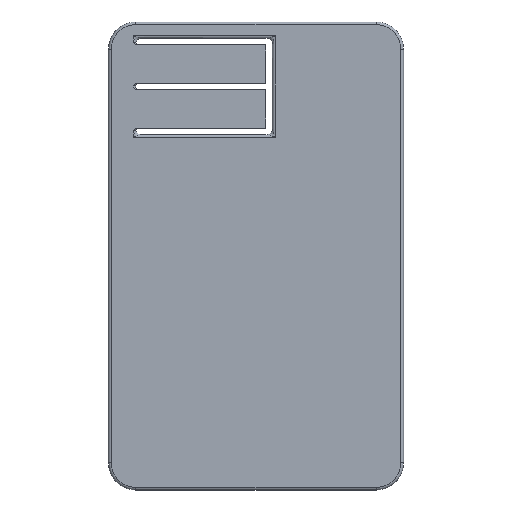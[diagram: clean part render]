
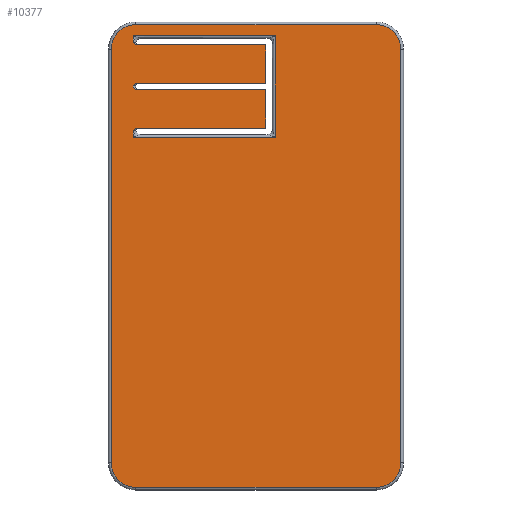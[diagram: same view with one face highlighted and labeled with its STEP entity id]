
A CAD part, front view. The second image highlights one B-rep face of the part: STEP entity #10377.
In plain terms, the highlighted planar face has unit normal (0, -1, 0).
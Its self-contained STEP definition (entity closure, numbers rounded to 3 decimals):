
#353=CIRCLE('',#11215,4.51);
#354=CIRCLE('',#11216,4.51);
#355=CIRCLE('',#11217,4.51);
#356=CIRCLE('',#11218,4.51);
#859=LINE('',#16778,#1633);
#860=LINE('',#16783,#1634);
#861=LINE('',#16859,#1635);
#862=LINE('',#16914,#1636);
#868=LINE('',#17070,#1642);
#869=LINE('',#17091,#1643);
#874=LINE('',#17104,#1648);
#875=LINE('',#17107,#1649);
#878=LINE('',#17112,#1652);
#879=LINE('',#17114,#1653);
#880=LINE('',#17121,#1654);
#881=LINE('',#17125,#1655);
#882=LINE('',#17129,#1656);
#883=LINE('',#17132,#1657);
#884=LINE('',#17133,#1658);
#885=LINE('',#17134,#1659);
#1633=VECTOR('',#12658,10.);
#1634=VECTOR('',#12665,10.);
#1635=VECTOR('',#12676,10.);
#1636=VECTOR('',#12685,10.);
#1642=VECTOR('',#12723,10.);
#1643=VECTOR('',#12732,10.);
#1648=VECTOR('',#12743,10.);
#1649=VECTOR('',#12746,10.);
#1652=VECTOR('',#12751,10.);
#1653=VECTOR('',#12754,10.);
#1654=VECTOR('',#12761,10.);
#1655=VECTOR('',#12764,10.);
#1656=VECTOR('',#12767,10.);
#1657=VECTOR('',#12770,10.);
#1658=VECTOR('',#12771,10.);
#1659=VECTOR('',#12772,10.);
#2323=FACE_BOUND('',#3285,.T.);
#2623=FACE_OUTER_BOUND('',#3284,.T.);
#3284=EDGE_LOOP('',(#8333,#8334,#8335,#8336,#8337,#8338,#8339,#8340));
#3285=EDGE_LOOP('',(#8341,#8342,#8343,#8344,#8345,#8346,#8347,#8348,#8349,
#8350,#8351,#8352,#8353,#8354,#8355,#8356));
#3877=B_SPLINE_CURVE_WITH_KNOTS('',3,(#16999,#17000,#17001,#17002,#17003,
#17004),.UNSPECIFIED.,.F.,.F.,(4,2,4),(0.253,0.291,
0.35),.UNSPECIFIED.);
#3882=B_SPLINE_CURVE_WITH_KNOTS('',3,(#17047,#17048,#17049,#17050,#17051,
#17052),.UNSPECIFIED.,.F.,.F.,(4,2,4),(0.,0.059,0.097),
 .UNSPECIFIED.);
#3883=B_SPLINE_CURVE_WITH_KNOTS('',3,(#17058,#17059,#17060,#17061,#17062,
#17063),.UNSPECIFIED.,.F.,.F.,(4,2,4),(0.253,0.291,
0.35),.UNSPECIFIED.);
#3884=B_SPLINE_CURVE_WITH_KNOTS('',3,(#17075,#17076,#17077,#17078,#17079,
#17080),.UNSPECIFIED.,.F.,.F.,(4,2,4),(0.,0.059,0.097),
 .UNSPECIFIED.);
#4751=VERTEX_POINT('',#16772);
#4752=VERTEX_POINT('',#16777);
#4753=VERTEX_POINT('',#16781);
#4756=VERTEX_POINT('',#16853);
#4757=VERTEX_POINT('',#16857);
#4761=VERTEX_POINT('',#16997);
#4768=VERTEX_POINT('',#17044);
#4769=VERTEX_POINT('',#17046);
#4770=VERTEX_POINT('',#17055);
#4771=VERTEX_POINT('',#17057);
#4773=VERTEX_POINT('',#17068);
#4774=VERTEX_POINT('',#17072);
#4775=VERTEX_POINT('',#17074);
#4777=VERTEX_POINT('',#17090);
#4782=VERTEX_POINT('',#17102);
#4783=VERTEX_POINT('',#17106);
#4785=VERTEX_POINT('',#17117);
#4786=VERTEX_POINT('',#17118);
#4787=VERTEX_POINT('',#17120);
#4788=VERTEX_POINT('',#17122);
#4789=VERTEX_POINT('',#17124);
#4790=VERTEX_POINT('',#17126);
#4791=VERTEX_POINT('',#17128);
#4792=VERTEX_POINT('',#17130);
#6016=EDGE_CURVE('',#4751,#4752,#859,.T.);
#6019=EDGE_CURVE('',#4753,#4751,#860,.T.);
#6025=EDGE_CURVE('',#4757,#4756,#861,.T.);
#6028=EDGE_CURVE('',#4752,#4757,#862,.T.);
#6036=EDGE_CURVE('',#4761,#4753,#3877,.T.);
#6046=EDGE_CURVE('',#4768,#4769,#3882,.T.);
#6049=EDGE_CURVE('',#4770,#4771,#3883,.T.);
#6053=EDGE_CURVE('',#4770,#4773,#868,.T.);
#6055=EDGE_CURVE('',#4774,#4775,#3884,.T.);
#6058=EDGE_CURVE('',#4777,#4775,#869,.T.);
#6065=EDGE_CURVE('',#4761,#4782,#874,.T.);
#6066=EDGE_CURVE('',#4783,#4769,#875,.T.);
#6069=EDGE_CURVE('',#4771,#4774,#878,.T.);
#6070=EDGE_CURVE('',#4756,#4768,#879,.T.);
#6071=EDGE_CURVE('',#4785,#4786,#353,.T.);
#6072=EDGE_CURVE('',#4787,#4785,#880,.T.);
#6073=EDGE_CURVE('',#4788,#4787,#354,.T.);
#6074=EDGE_CURVE('',#4789,#4788,#881,.T.);
#6075=EDGE_CURVE('',#4790,#4789,#355,.T.);
#6076=EDGE_CURVE('',#4791,#4790,#882,.T.);
#6077=EDGE_CURVE('',#4792,#4791,#356,.T.);
#6078=EDGE_CURVE('',#4786,#4792,#883,.T.);
#6079=EDGE_CURVE('',#4773,#4783,#884,.T.);
#6080=EDGE_CURVE('',#4782,#4777,#885,.T.);
#8333=ORIENTED_EDGE('',*,*,#6071,.F.);
#8334=ORIENTED_EDGE('',*,*,#6072,.F.);
#8335=ORIENTED_EDGE('',*,*,#6073,.F.);
#8336=ORIENTED_EDGE('',*,*,#6074,.F.);
#8337=ORIENTED_EDGE('',*,*,#6075,.F.);
#8338=ORIENTED_EDGE('',*,*,#6076,.F.);
#8339=ORIENTED_EDGE('',*,*,#6077,.F.);
#8340=ORIENTED_EDGE('',*,*,#6078,.F.);
#8341=ORIENTED_EDGE('',*,*,#6053,.T.);
#8342=ORIENTED_EDGE('',*,*,#6079,.T.);
#8343=ORIENTED_EDGE('',*,*,#6066,.T.);
#8344=ORIENTED_EDGE('',*,*,#6046,.F.);
#8345=ORIENTED_EDGE('',*,*,#6070,.F.);
#8346=ORIENTED_EDGE('',*,*,#6025,.F.);
#8347=ORIENTED_EDGE('',*,*,#6028,.F.);
#8348=ORIENTED_EDGE('',*,*,#6016,.F.);
#8349=ORIENTED_EDGE('',*,*,#6019,.F.);
#8350=ORIENTED_EDGE('',*,*,#6036,.F.);
#8351=ORIENTED_EDGE('',*,*,#6065,.T.);
#8352=ORIENTED_EDGE('',*,*,#6080,.T.);
#8353=ORIENTED_EDGE('',*,*,#6058,.T.);
#8354=ORIENTED_EDGE('',*,*,#6055,.F.);
#8355=ORIENTED_EDGE('',*,*,#6069,.F.);
#8356=ORIENTED_EDGE('',*,*,#6049,.F.);
#9954=PLANE('',#11214);
#10377=ADVANCED_FACE('',(#2623,#2323),#9954,.F.);
#11214=AXIS2_PLACEMENT_3D('',#17116,#12757,#12758);
#11215=AXIS2_PLACEMENT_3D('',#17119,#12759,#12760);
#11216=AXIS2_PLACEMENT_3D('',#17123,#12762,#12763);
#11217=AXIS2_PLACEMENT_3D('',#17127,#12765,#12766);
#11218=AXIS2_PLACEMENT_3D('',#17131,#12768,#12769);
#12658=DIRECTION('',(1.,0.,0.));
#12665=DIRECTION('',(0.,0.,-1.));
#12676=DIRECTION('',(-1.,0.,0.));
#12685=DIRECTION('',(0.,0.,1.));
#12723=DIRECTION('',(1.,0.,0.));
#12732=DIRECTION('',(-1.,0.,0.));
#12743=DIRECTION('',(1.,0.,0.));
#12746=DIRECTION('',(-1.,0.,0.));
#12751=DIRECTION('',(0.,0.,-1.));
#12754=DIRECTION('',(0.,0.,-1.));
#12757=DIRECTION('center_axis',(0.,1.,0.));
#12758=DIRECTION('ref_axis',(0.,0.,1.));
#12759=DIRECTION('center_axis',(0.,1.,0.));
#12760=DIRECTION('ref_axis',(0.707,0.,0.707));
#12761=DIRECTION('',(1.,0.,0.));
#12762=DIRECTION('center_axis',(0.,1.,0.));
#12763=DIRECTION('ref_axis',(-0.707,0.,0.707));
#12764=DIRECTION('',(0.,0.,1.));
#12765=DIRECTION('center_axis',(0.,1.,0.));
#12766=DIRECTION('ref_axis',(-0.707,0.,-0.707));
#12767=DIRECTION('',(-1.,0.,0.));
#12768=DIRECTION('center_axis',(0.,1.,0.));
#12769=DIRECTION('ref_axis',(0.707,0.,-0.707));
#12770=DIRECTION('',(0.,0.,-1.));
#12771=DIRECTION('',(0.,0.,1.));
#12772=DIRECTION('',(0.,0.,1.));
#16772=CARTESIAN_POINT('',(-49.48,0.,-21.1));
#16777=CARTESIAN_POINT('',(-23.48,0.,-21.1));
#16778=CARTESIAN_POINT('',(-37.985,0.,-21.1));
#16781=CARTESIAN_POINT('',(-49.48,0.,-19.9));
#16783=CARTESIAN_POINT('',(-49.48,0.,-22.9));
#16853=CARTESIAN_POINT('',(-49.48,0.,-2.5));
#16857=CARTESIAN_POINT('',(-23.48,0.,-2.5));
#16859=CARTESIAN_POINT('',(-25.485,0.,-2.5));
#16914=CARTESIAN_POINT('',(-23.48,0.,-31.7));
#16997=CARTESIAN_POINT('',(-48.614,0.,-19.4));
#16999=CARTESIAN_POINT('Ctrl Pts',(-48.614,0.,-19.4));
#17000=CARTESIAN_POINT('Ctrl Pts',(-48.741,0.,
-19.4));
#17001=CARTESIAN_POINT('Ctrl Pts',(-48.888,0.,-19.445));
#17002=CARTESIAN_POINT('Ctrl Pts',(-49.172,0.,-19.598));
#17003=CARTESIAN_POINT('Ctrl Pts',(-49.341,0.,-19.761));
#17004=CARTESIAN_POINT('Ctrl Pts',(-49.48,0.,-19.9));
#17044=CARTESIAN_POINT('',(-49.48,0.,-3.7));
#17046=CARTESIAN_POINT('',(-48.614,0.,-4.2));
#17047=CARTESIAN_POINT('Ctrl Pts',(-49.48,0.,-3.7));
#17048=CARTESIAN_POINT('Ctrl Pts',(-49.341,0.,-3.839));
#17049=CARTESIAN_POINT('Ctrl Pts',(-49.172,0.,-4.002));
#17050=CARTESIAN_POINT('Ctrl Pts',(-48.888,0.,-4.155));
#17051=CARTESIAN_POINT('Ctrl Pts',(-48.741,0.,-4.2));
#17052=CARTESIAN_POINT('Ctrl Pts',(-48.614,0.,-4.2));
#17055=CARTESIAN_POINT('',(-48.614,0.,-11.2));
#17057=CARTESIAN_POINT('',(-49.48,0.,-11.7));
#17058=CARTESIAN_POINT('Ctrl Pts',(-48.614,0.,-11.2));
#17059=CARTESIAN_POINT('Ctrl Pts',(-48.741,0.,
-11.2));
#17060=CARTESIAN_POINT('Ctrl Pts',(-48.888,0.,-11.245));
#17061=CARTESIAN_POINT('Ctrl Pts',(-49.172,0.,-11.398));
#17062=CARTESIAN_POINT('Ctrl Pts',(-49.341,0.,-11.561));
#17063=CARTESIAN_POINT('Ctrl Pts',(-49.48,0.,-11.7));
#17068=CARTESIAN_POINT('',(-25.18,0.,-11.2));
#17070=CARTESIAN_POINT('',(-48.98,0.,-11.2));
#17072=CARTESIAN_POINT('',(-49.48,0.,-11.9));
#17074=CARTESIAN_POINT('',(-48.614,0.,-12.4));
#17075=CARTESIAN_POINT('Ctrl Pts',(-49.48,0.,-11.9));
#17076=CARTESIAN_POINT('Ctrl Pts',(-49.341,0.,-12.039));
#17077=CARTESIAN_POINT('Ctrl Pts',(-49.172,0.,-12.202));
#17078=CARTESIAN_POINT('Ctrl Pts',(-48.888,0.,-12.355));
#17079=CARTESIAN_POINT('Ctrl Pts',(-48.741,0.,-12.4));
#17080=CARTESIAN_POINT('Ctrl Pts',(-48.614,0.,-12.4));
#17090=CARTESIAN_POINT('',(-25.18,0.,-12.4));
#17091=CARTESIAN_POINT('',(-25.18,0.,-12.4));
#17102=CARTESIAN_POINT('',(-25.18,0.,-19.4));
#17104=CARTESIAN_POINT('',(-48.98,0.,-19.4));
#17106=CARTESIAN_POINT('',(-25.18,0.,-4.2));
#17107=CARTESIAN_POINT('',(-25.18,0.,-4.2));
#17112=CARTESIAN_POINT('',(-49.48,0.,-22.9));
#17114=CARTESIAN_POINT('',(-49.48,0.,-22.9));
#17116=CARTESIAN_POINT('Origin',(-26.99,0.,-42.8));
#17117=CARTESIAN_POINT('',(-5.,0.,-0.49));
#17118=CARTESIAN_POINT('',(-0.49,0.,-5.));
#17119=CARTESIAN_POINT('Origin',(-5.,0.,-5.));
#17120=CARTESIAN_POINT('',(-48.98,0.,-0.49));
#17121=CARTESIAN_POINT('',(-40.485,0.,-0.49));
#17122=CARTESIAN_POINT('',(-53.49,0.,-5.));
#17123=CARTESIAN_POINT('Origin',(-48.98,0.,-5.));
#17124=CARTESIAN_POINT('',(-53.49,0.,-80.6));
#17125=CARTESIAN_POINT('',(-53.49,0.,-64.2));
#17126=CARTESIAN_POINT('',(-48.98,0.,-85.11));
#17127=CARTESIAN_POINT('Origin',(-48.98,0.,-80.6));
#17128=CARTESIAN_POINT('',(-5.,0.,-85.11));
#17129=CARTESIAN_POINT('',(-13.495,0.,-85.11));
#17130=CARTESIAN_POINT('',(-0.49,0.,-80.6));
#17131=CARTESIAN_POINT('Origin',(-5.,0.,-80.6));
#17132=CARTESIAN_POINT('',(-0.49,0.,-21.4));
#17133=CARTESIAN_POINT('',(-25.18,0.,-11.2));
#17134=CARTESIAN_POINT('',(-25.18,0.,-19.4));
